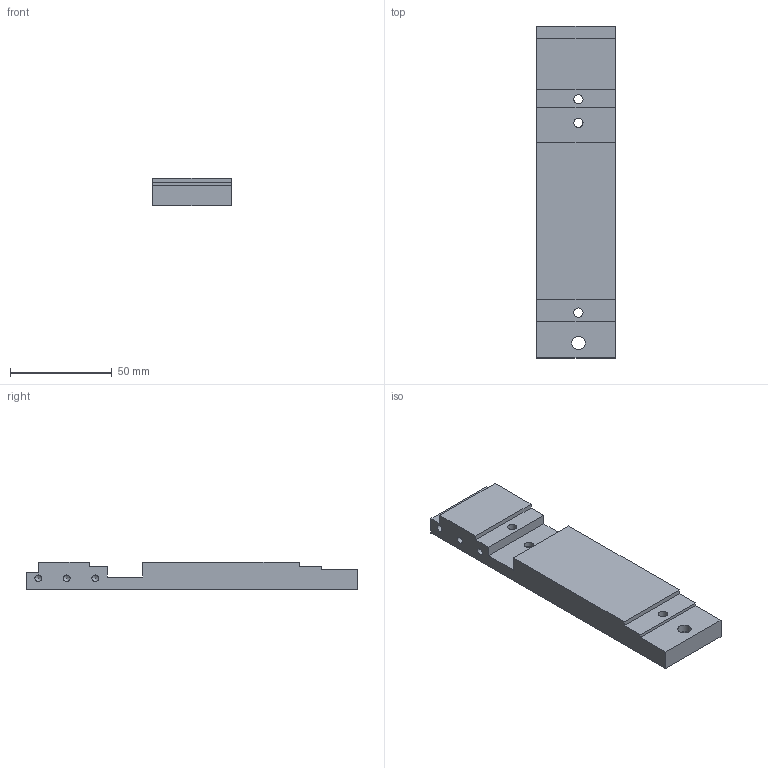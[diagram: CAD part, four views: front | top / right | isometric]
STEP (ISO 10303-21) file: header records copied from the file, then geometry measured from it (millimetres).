
FILE_DESCRIPTION(/* description */ (''),/* implementation_level */ '2;1');
FILE_NAME(/* name */ 'Adaption Base.step',/* time_stamp */ '2024-06-17T17:36:31-04:00',/* author */ (''),/* organization */ (''),/* preprocessor_version */ 'ST-DEVELOPER v20',/* originating_system */ 'Autodesk Translation Framework v12.20.1.177',/* authorisation */ '');
FILE_SCHEMA (('AUTOMOTIVE_DESIGN { 1 0 10303 214 3 1 1 }'));
Length unit declared in the file: metre
Products named in the file (2): Adaption Base; Assisted Mounting
Assembly tree (1 placements, depth 2):
  Adaption Base
    Assisted Mounting
Bounding box: 38.42 x 163.16 x 13.73 mm (x, y, z)
Volume: 73649.1 mm3; surface area: 19134.4 mm2
Topology: 1 solids, 1 shells, 36 faces, 87 edges, 57 vertices
Faces by surface type: plane 22, cylinder 11, cone 3
Full cylindrical faces by diameter (mm): 3.332 x3, 4.5 x3, 6.6 x1, 8 x3, 11 x1
Entity records: 1110 total; most frequent: DIRECTION 184, CARTESIAN_POINT 180, ORIENTED_EDGE 168, EDGE_CURVE 84, LINE 62, VECTOR 62, AXIS2_PLACEMENT_3D 61, VERTEX_POINT 57
